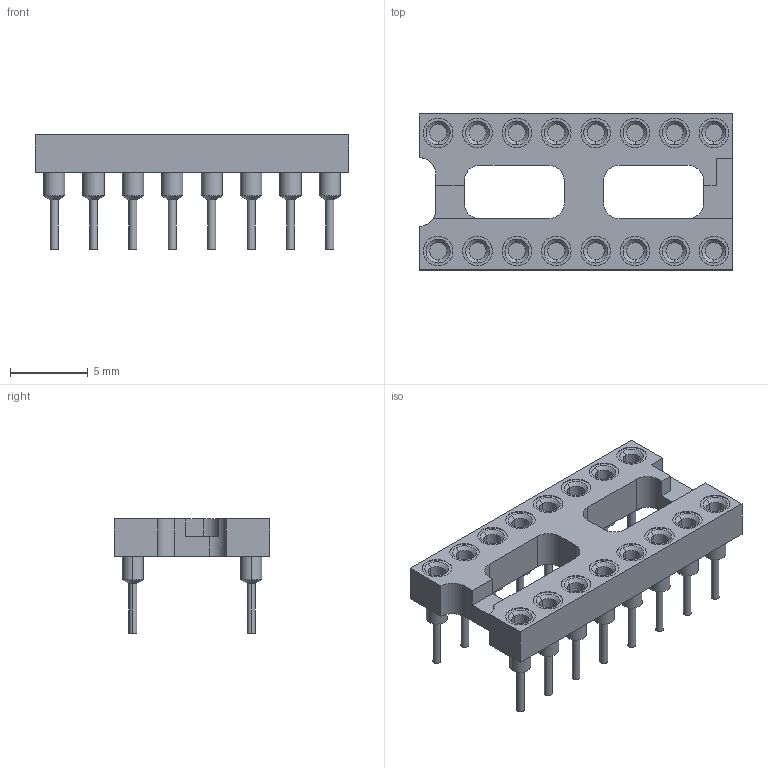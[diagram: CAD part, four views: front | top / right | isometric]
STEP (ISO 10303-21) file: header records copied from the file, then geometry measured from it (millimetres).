
FILE_DESCRIPTION((''),'2;1');
FILE_NAME('C-1571552-44-3','2007-10-10T',('workeradm'),('Tyco Electronics Corporation'),'PRO/ENGINEER BY PARAMETRIC TECHNOLOGY CORPORATION, 2005450','PRO/ENGINEER BY PARAMETRIC TECHNOLOGY CORPORATION, 2005450','');
FILE_SCHEMA(('CONFIG_CONTROL_DESIGN', 'GEOMETRIC_VALIDATION_PROPERTIES_MIM'));
Length unit declared in the file: millimetre
Products named in the file (1): C-1571552-44-3
Bounding box: 20.22 x 10.06 x 7.37 mm (x, y, z)
Volume: 396.7 mm3; surface area: 790.1 mm2
Topology: 1 solids, 1 shells, 272 faces, 576 edges, 352 vertices
Faces by surface type: cylinder 138, plane 70, cone 64
Entity records: 7458 total; most frequent: DIRECTION 1429, CARTESIAN_POINT 1201, ORIENTED_EDGE 1152, AXIS2_PLACEMENT_3D 581, EDGE_CURVE 576, VERTEX_POINT 352, EDGE_LOOP 322, CIRCLE 309
